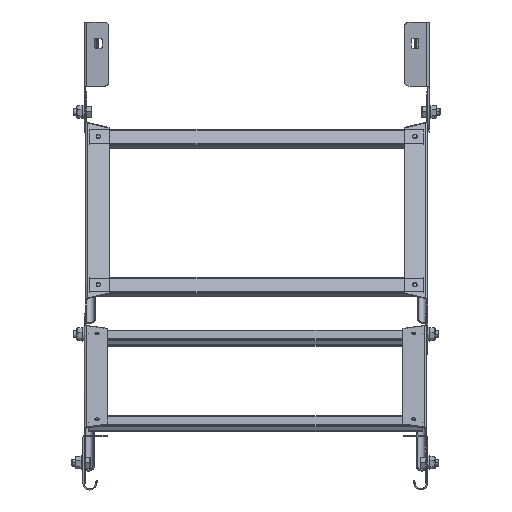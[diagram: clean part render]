
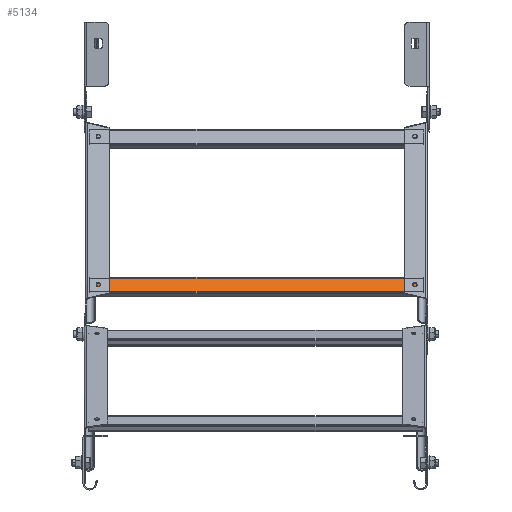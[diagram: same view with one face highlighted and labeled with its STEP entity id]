
A CAD part, front view. The second image highlights one B-rep face of the part: STEP entity #5134.
In plain terms, the highlighted face is planar.
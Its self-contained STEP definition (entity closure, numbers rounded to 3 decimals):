
#4750=DIRECTION('',(0.,0.,-1.));
#4751=VECTOR('',#4750,18.5);
#4752=CARTESIAN_POINT('',(195.,0.,9.25));
#4753=LINE('',#4752,#4751);
#4784=DIRECTION('',(-1.,0.,0.));
#4785=VECTOR('',#4784,390.);
#4786=CARTESIAN_POINT('',(195.,0.,9.25));
#4787=LINE('',#4786,#4785);
#4788=DIRECTION('',(-1.,0.,0.));
#4789=VECTOR('',#4788,390.);
#4790=CARTESIAN_POINT('',(195.,0.,-9.25));
#4791=LINE('',#4790,#4789);
#4866=DIRECTION('',(0.,0.,-1.));
#4867=VECTOR('',#4866,18.5);
#4868=CARTESIAN_POINT('',(-195.,0.,9.25));
#4869=LINE('',#4868,#4867);
#4944=CARTESIAN_POINT('',(195.,0.,9.25));
#4945=VERTEX_POINT('',#4944);
#4946=CARTESIAN_POINT('',(195.,0.,-9.25));
#4947=VERTEX_POINT('',#4946);
#4984=CARTESIAN_POINT('',(-195.,0.,9.25));
#4985=VERTEX_POINT('',#4984);
#4986=CARTESIAN_POINT('',(-195.,0.,-9.25));
#4987=VERTEX_POINT('',#4986);
#5121=CARTESIAN_POINT('',(195.,0.,9.25));
#5122=DIRECTION('',(0.,-1.,0.));
#5123=DIRECTION('',(0.,0.,-1.));
#5124=AXIS2_PLACEMENT_3D('',#5121,#5122,#5123);
#5125=PLANE('',#5124);
#5126=ORIENTED_EDGE('',*,*,#5053,.T.);
#5128=ORIENTED_EDGE('',*,*,#5127,.T.);
#5130=ORIENTED_EDGE('',*,*,#5129,.F.);
#5131=ORIENTED_EDGE('',*,*,#5113,.F.);
#5132=EDGE_LOOP('',(#5126,#5128,#5130,#5131));
#5133=FACE_OUTER_BOUND('',#5132,.F.);
#5134=ADVANCED_FACE('',(#5133),#5125,.T.);
#5053=EDGE_CURVE('',#4945,#4947,#4753,.T.);
#5113=EDGE_CURVE('',#4945,#4985,#4787,.T.);
#5127=EDGE_CURVE('',#4947,#4987,#4791,.T.);
#5129=EDGE_CURVE('',#4985,#4987,#4869,.T.);
